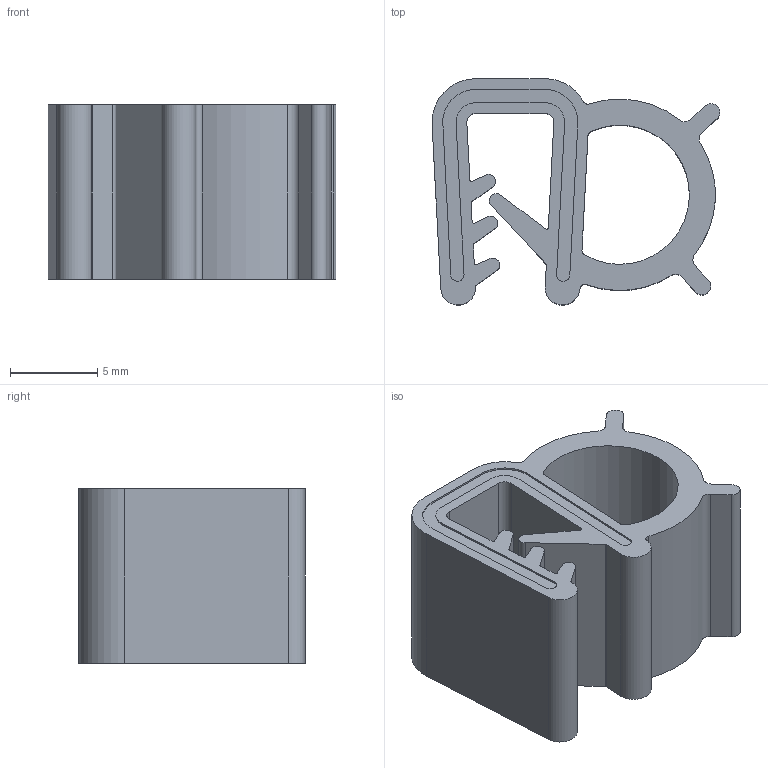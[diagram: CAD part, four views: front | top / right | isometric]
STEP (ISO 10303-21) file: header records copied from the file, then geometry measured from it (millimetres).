
FILE_DESCRIPTION (( 'STEP AP214' ), '1' );
FILE_NAME ('427008_Industrilas.step', '2025-09-02T13:30:31', ( '' ), ( '' ), 'SwSTEP 2.0', 'SolidWorks 2010', '' );
FILE_SCHEMA (( 'AUTOMOTIVE_DESIGN' ));
Length unit declared in the file: millimetre
Products named in the file (1): 427008_Industrilas
Bounding box: 16.54 x 13 x 10 mm (x, y, z)
Volume: 999 mm3; surface area: 1389.5 mm2
Topology: 1 solids, 1 shells, 82 faces, 234 edges, 156 vertices
Faces by surface type: cylinder 44, plane 38
Entity records: 3646 total; most frequent: DIRECTION 488, CARTESIAN_POINT 473, ORIENTED_EDGE 468, EDGE_CURVE 234, AXIS2_PLACEMENT_3D 171, VERTEX_POINT 156, LINE 146, VECTOR 146
